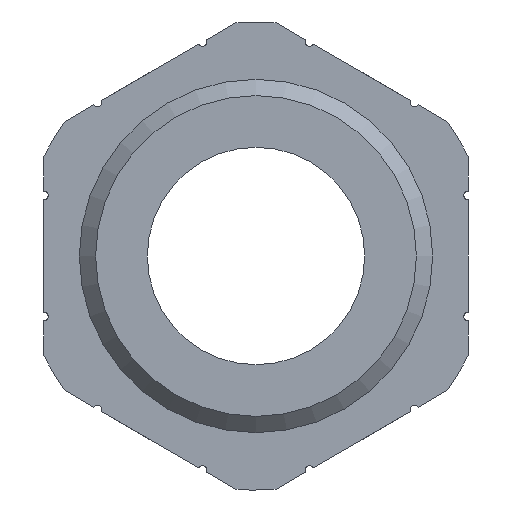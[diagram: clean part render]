
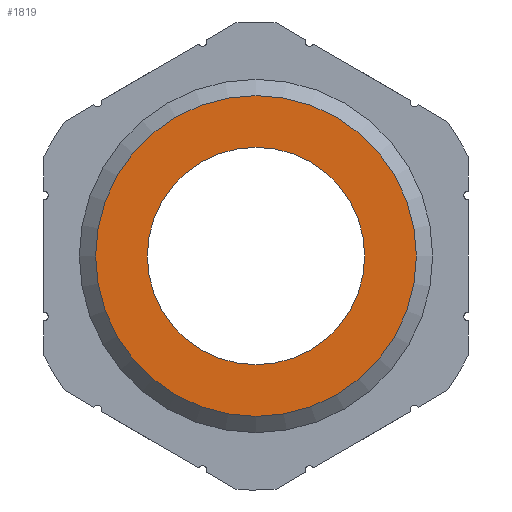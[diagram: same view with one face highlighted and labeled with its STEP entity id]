
A CAD part, front view. The second image highlights one B-rep face of the part: STEP entity #1819.
In plain terms, the highlighted planar face has unit normal (0, -1, 0).
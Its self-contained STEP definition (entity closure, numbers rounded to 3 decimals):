
#284=PLANE('',#2002);
#350=CIRCLE('',#2003,6.15);
#351=CIRCLE('',#2004,9.08);
#841=ORIENTED_EDGE('',*,*,#1154,.F.);
#842=ORIENTED_EDGE('',*,*,#1155,.T.);
#1154=EDGE_CURVE('',#1332,#1332,#350,.T.);
#1155=EDGE_CURVE('',#1333,#1333,#351,.T.);
#1332=VERTEX_POINT('',#3395);
#1333=VERTEX_POINT('',#3397);
#1556=EDGE_LOOP('',(#841));
#1557=EDGE_LOOP('',(#842));
#1682=FACE_BOUND('',#1556,.T.);
#1683=FACE_BOUND('',#1557,.T.);
#1819=ADVANCED_FACE('',(#1682,#1683),#284,.F.);
#2002=AXIS2_PLACEMENT_3D('',#3393,#2433,#2434);
#2003=AXIS2_PLACEMENT_3D('',#3394,#2435,#2436);
#2004=AXIS2_PLACEMENT_3D('',#3396,#2437,#2438);
#2433=DIRECTION('',(0.,1.,0.));
#2434=DIRECTION('',(0.,0.,1.));
#2435=DIRECTION('',(0.,-1.,0.));
#2436=DIRECTION('',(0.,0.,-1.));
#2437=DIRECTION('',(0.,-1.,0.));
#2438=DIRECTION('',(0.,0.,-1.));
#3393=CARTESIAN_POINT('',(9.08,-6.5,0.));
#3394=CARTESIAN_POINT('',(0.,-6.5,0.));
#3395=CARTESIAN_POINT('',(0.,-6.5,-6.15));
#3396=CARTESIAN_POINT('',(0.,-6.5,0.));
#3397=CARTESIAN_POINT('',(0.,-6.5,-9.08));
